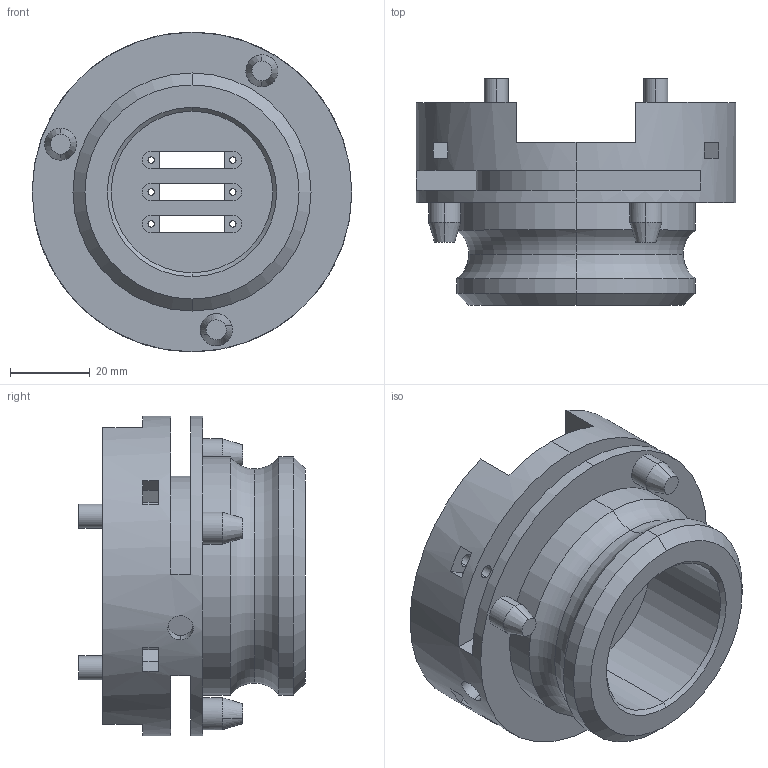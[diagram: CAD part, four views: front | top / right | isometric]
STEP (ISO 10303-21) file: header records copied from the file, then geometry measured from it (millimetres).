
FILE_DESCRIPTION (( 'STEP AP214' ), '1' );
FILE_NAME ('BIg_gripper_tool_attachment.STEP', '2025-07-27T07:13:02', ( '' ), ( '' ), 'SwSTEP 2.0', 'SolidWorks 2023', '' );
FILE_SCHEMA (( 'AUTOMOTIVE_DESIGN' ));
Length unit declared in the file: millimetre
Products named in the file (1): BIg_gripper_tool_attachment
Bounding box: 80 x 56.7 x 80 mm (x, y, z)
Volume: 121291.8 mm3; surface area: 33617.4 mm2
Topology: 1 solids, 1 shells, 166 faces, 410 edges, 266 vertices
Faces by surface type: plane 76, cylinder 68, cone 16, torus 4, bspline 2
Entity records: 5209 total; most frequent: CARTESIAN_POINT 1043, DIRECTION 904, ORIENTED_EDGE 820, EDGE_CURVE 410, AXIS2_PLACEMENT_3D 339, VERTEX_POINT 266, LINE 226, VECTOR 226
